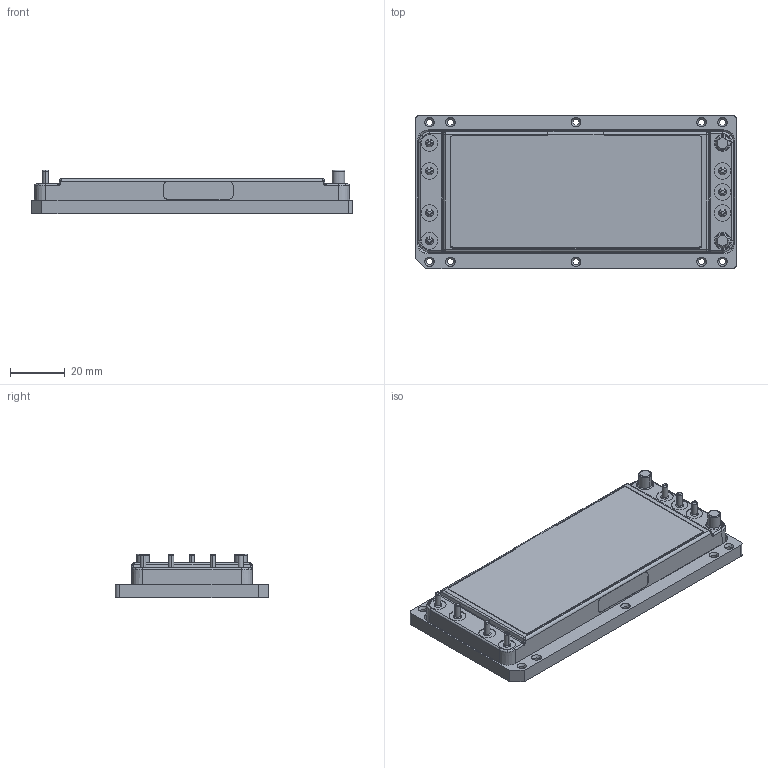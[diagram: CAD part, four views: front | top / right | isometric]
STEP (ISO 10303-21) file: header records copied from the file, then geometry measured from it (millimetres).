
FILE_DESCRIPTION (( 'STEP AP214' ), '1' );
FILE_NAME ('37205r1-VxxAxxxxxxBL2P.STEP', '2011-02-22T21:45:37', ( 'Vicor Employee' ), ( 'Vicor Corporation' ), 'SwSTEP 2.0', 'SolidWorks 2011', '' );
FILE_SCHEMA (( 'AUTOMOTIVE_DESIGN' ));
Length unit declared in the file: inch
Products named in the file (1): 37205r1-VxxAxxxxxxBL2P
Bounding box: 116.84 x 55.88 x 16 mm (x, y, z)
Volume: 70261 mm3; surface area: 20268.2 mm2
Topology: 1 solids, 1 shells, 338 faces, 791 edges, 476 vertices
Faces by surface type: cylinder 101, plane 89, cone 82, bspline 62, torus 4
Entity records: 16065 total; most frequent: CARTESIAN_POINT 4170, ORIENTED_EDGE 1582, DIRECTION 1534, EDGE_CURVE 791, AXIS2_PLACEMENT_3D 588, VERTEX_POINT 476, EDGE_LOOP 379, VECTOR 358
